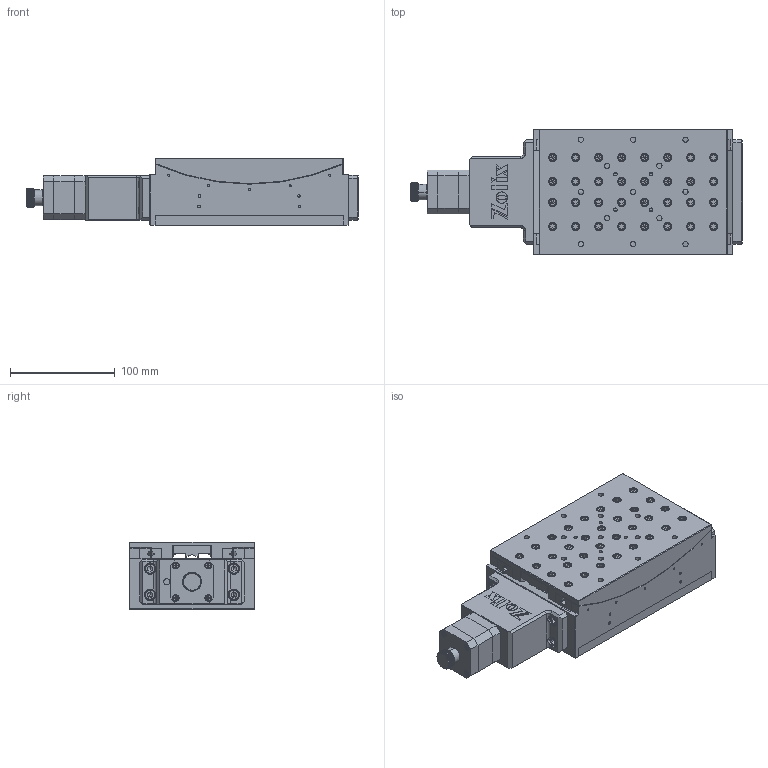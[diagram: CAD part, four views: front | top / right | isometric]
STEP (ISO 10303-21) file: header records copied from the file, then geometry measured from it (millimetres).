
FILE_DESCRIPTION (( 'STEP AP203' ), '1' );
FILE_NAME ('PSAG15-195.step', '2019-05-06T08:27:10', ( '' ), ( '' ), 'SwSTEP 2.0', 'SolidWorks 2017', '' );
FILE_SCHEMA (( 'CONFIG_CONTROL_DESIGN' ));
Length unit declared in the file: millimetre
Products named in the file (1): PSAG15-195
Bounding box: 317.5 x 120 x 65 mm (x, y, z)
Surface area: 211639.2 mm2 (no closed solid volume)
Topology: 0 solids, 96 shells, 1280 faces, 4285 edges, 2962 vertices
Faces by surface type: plane 745, cylinder 349, torus 100, cone 86
Entity records: 48495 total; most frequent: CARTESIAN_POINT 11538, DIRECTION 7754, ORIENTED_EDGE 6837, EDGE_CURVE 4231, VERTEX_POINT 2962, AXIS2_PLACEMENT_3D 2602, LINE 2550, VECTOR 2550
